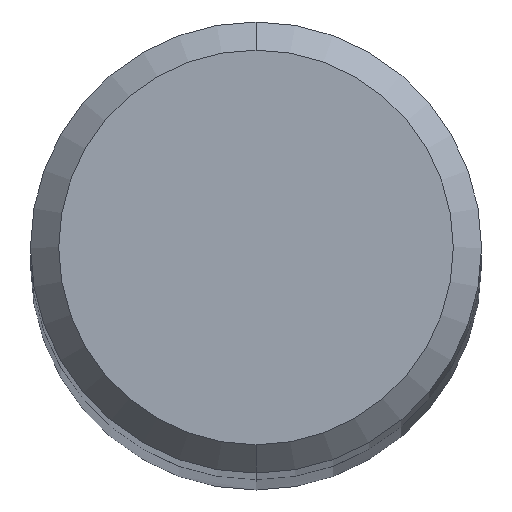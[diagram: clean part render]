
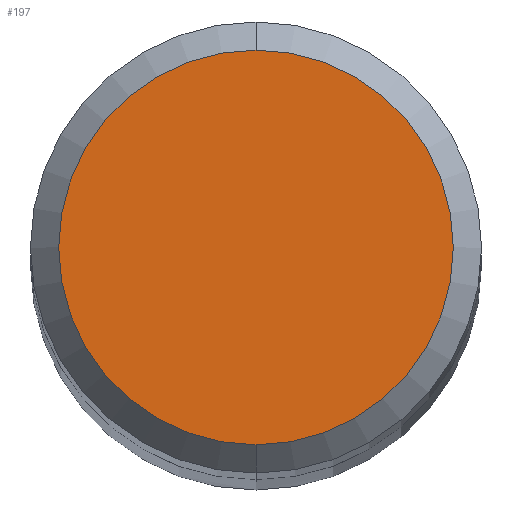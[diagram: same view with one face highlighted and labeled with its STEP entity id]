
A CAD part, top view. The second image highlights one B-rep face of the part: STEP entity #197.
In plain terms, the highlighted planar face has unit normal (0, 0, 1).
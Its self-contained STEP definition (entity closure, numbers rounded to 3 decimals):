
#197=ADVANCED_FACE('',(#459),#460,.T.);
#303=EDGE_CURVE('',#313,#321,#577,.T.);
#313=VERTEX_POINT('',#587);
#321=VERTEX_POINT('',#596);
#325=EDGE_CURVE('',#321,#313,#601,.T.);
#459=FACE_OUTER_BOUND('',#774,.T.);
#460=PLANE('',#775);
#577=CIRCLE('',#1061,2.8);
#587=CARTESIAN_POINT('',(0.,-2.8,51.0));
#596=CARTESIAN_POINT('',(0.0,2.8,51.0));
#601=CIRCLE('',#1101,2.8);
#774=EDGE_LOOP('',(#1313,#1314));
#775=AXIS2_PLACEMENT_3D('',#1315,#1316,#1317);
#1061=AXIS2_PLACEMENT_3D('',#1448,#1449,#1450);
#1101=AXIS2_PLACEMENT_3D('',#1472,#1473,#1474);
#1313=ORIENTED_EDGE('',*,*,#325,.F.);
#1314=ORIENTED_EDGE('',*,*,#303,.F.);
#1315=CARTESIAN_POINT('',(0.0,1.4,51.0));
#1316=DIRECTION('',(0.0,0.0,1.0));
#1317=DIRECTION('',(0.0,-1.0,0.0));
#1448=CARTESIAN_POINT('',(0.0,0.0,51.0));
#1449=DIRECTION('',(0.0,0.0,-1.0));
#1450=DIRECTION('',(0.0,1.0,0.0));
#1472=CARTESIAN_POINT('',(0.0,0.0,51.0));
#1473=DIRECTION('',(0.0,0.0,-1.0));
#1474=DIRECTION('',(0.0,1.0,0.0));
